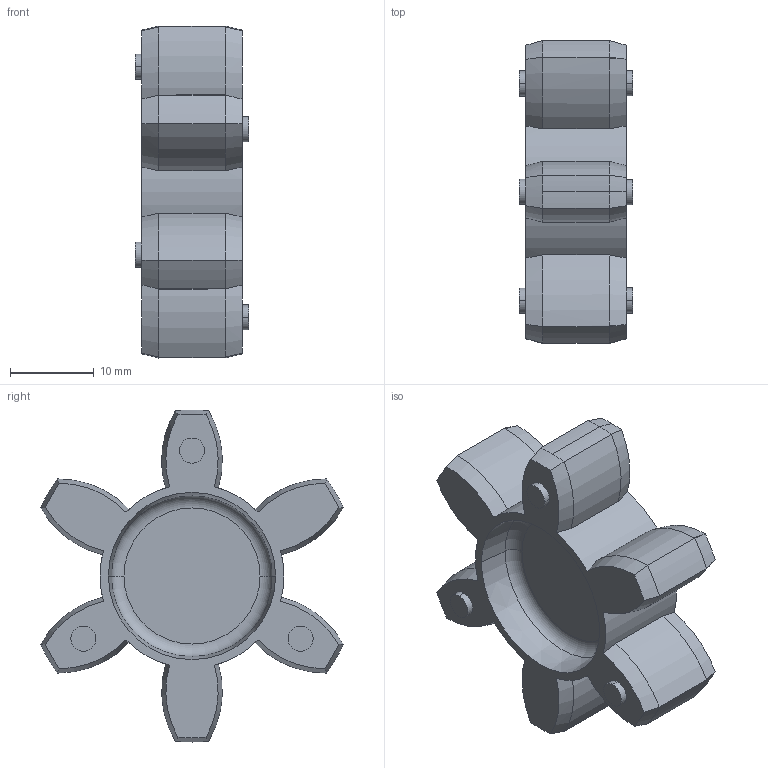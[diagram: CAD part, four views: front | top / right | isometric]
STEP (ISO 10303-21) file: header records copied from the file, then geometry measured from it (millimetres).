
FILE_DESCRIPTION (( 'STEP AP203' ), '1' );
FILE_NAME ('SJC-40-BL-SLEEVE.step', '2021-04-15T12:38:32', ( '' ), ( '' ), 'SwSTEP 2.0', 'SolidWorks 2021', '' );
FILE_SCHEMA (( 'CONFIG_CONTROL_DESIGN' ));
Length unit declared in the file: millimetre
Products named in the file (1): SJC-40-BL-SLEEVE
Bounding box: 13.6 x 36.2 x 39.7 mm (x, y, z)
Volume: 5685 mm3; surface area: 3895.4 mm2
Topology: 1 solids, 1 shells, 99 faces, 237 edges, 148 vertices
Faces by surface type: cone 46, cylinder 39, plane 10, torus 4
Entity records: 3036 total; most frequent: CARTESIAN_POINT 641, DIRECTION 521, ORIENTED_EDGE 474, EDGE_CURVE 237, AXIS2_PLACEMENT_3D 236, VERTEX_POINT 148, CIRCLE 136, EDGE_LOOP 107
